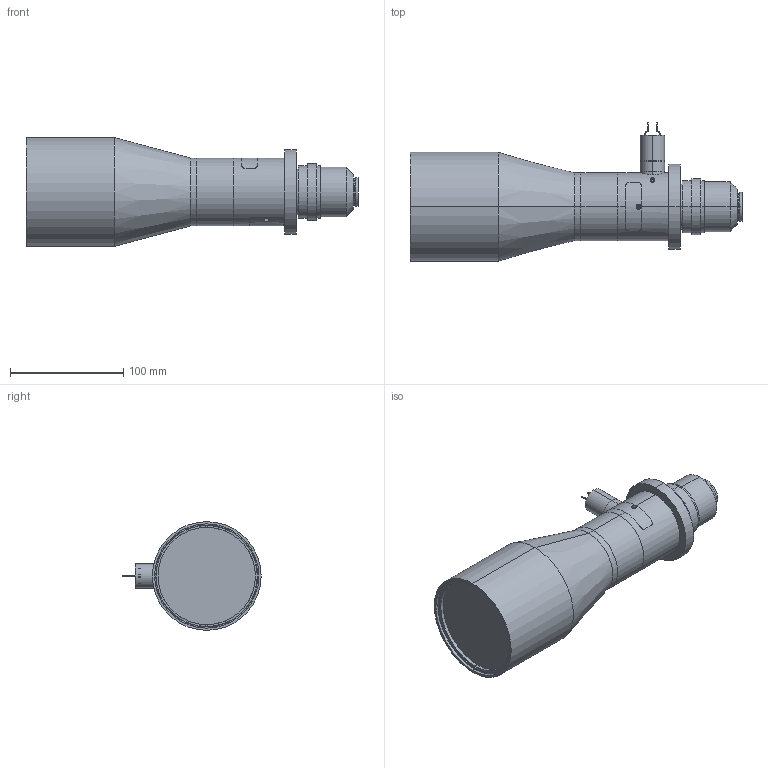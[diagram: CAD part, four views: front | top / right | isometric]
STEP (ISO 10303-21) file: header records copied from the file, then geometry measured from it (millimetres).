
FILE_DESCRIPTION (( 'STEP AP203' ), '1' );
FILE_NAME ('S5LPL6050_LED_01.STEP', '2022-03-04T05:38:04', ( '' ), ( '' ), 'SwSTEP 2.0', 'SolidWorks 2021', '' );
FILE_SCHEMA (( 'CONFIG_CONTROL_DESIGN' ));
Length unit declared in the file: millimetre
Products named in the file (38): S5LMP4551_078; 291103; 239407; S0DIF1363; 522301; 134317; 282106; O-Ring 15x1; 518003; 518001; 198609; 282111; 522203; S5MEC0010; 291105; 282101; 134318; Anschlußkabel 300 mm^134301; 134301; 282107; S5ELE1365; 097108; S5FIL0201; S5LPL6050_LED_01; 282113; 518002; DIN 912 M2 x 4 --- 4N_DIN 912 M2 x 4 --- 4N; 291610; 134330; 053710; DIN 912 M2 x 10 --- 10N_DIN 912 M2 x 10 --- 10N; S5LPX6040__078; S5LAO6040__078; 134316; 134319; DIN 914 - M3 x 4-N_DIN 914 - M3 x 4-N; 518004; S5LED0011
Assembly tree (39 placements, depth 4):
  S5LPL6050_LED_01
    S5LAO6040__078
      S5LPX6040__078
    282101
      S5LMP4551_078
      282106
      282107
      282111
      S5MEC0010
    291103
    097108
    291610
    291105
    239407
    282113
    198609
    522301
      134301
        134317
        134319
        134330
        S5ELE1365
        S5LED0011
        Anschlußkabel 300 mm^134301  x2
      134316
      134318
      053710
      S5FIL0201
      S0DIF1363
      522203
    518001
      518002
      518003
      518004
      O-Ring 15x1
      DIN 912 M2 x 10 --- 10N_DIN 912 M2 x 10 --- 10N
      DIN 912 M2 x 4 --- 4N_DIN 912 M2 x 4 --- 4N  x2
      DIN 914 - M3 x 4-N_DIN 914 - M3 x 4-N
Bounding box: 293.13 x 122.03 x 96 mm (x, y, z)
Volume: 464154 mm3; surface area: 206149.4 mm2
Topology: 34 solids, 34 shells, 863 faces, 1949 edges, 1194 vertices
Faces by surface type: cylinder 345, plane 265, cone 136, torus 110, sphere 7
Entity records: 28180 total; most frequent: CARTESIAN_POINT 4808, DIRECTION 4528, ORIENTED_EDGE 3686, AXIS2_PLACEMENT_3D 1882, EDGE_CURVE 1843, VERTEX_POINT 1140, CIRCLE 1011, EDGE_LOOP 945
